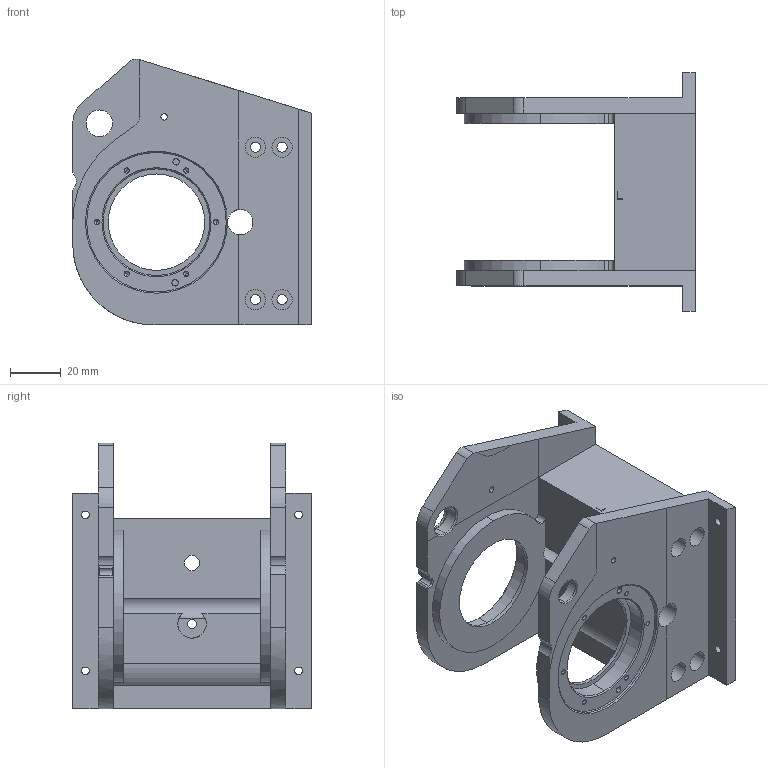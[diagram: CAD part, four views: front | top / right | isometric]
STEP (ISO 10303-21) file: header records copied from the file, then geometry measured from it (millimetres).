
FILE_DESCRIPTION(('FreeCAD Model'),'2;1');
FILE_NAME('Open CASCADE Shape Model','2024-08-29T10:22:20',('Author'),( ''),'Open CASCADE STEP processor 7.6','FreeCAD','Unknown');
FILE_SCHEMA(('AUTOMOTIVE_DESIGN { 1 0 10303 214 1 1 1 1 }'));
Length unit declared in the file: millimetre
Products named in the file (1): 6_Robot_Link1_center_1_unit
Bounding box: 94 x 94 x 104.8 mm (x, y, z)
Volume: 232598.2 mm3; surface area: 59940.3 mm2
Topology: 1 solids, 1 shells, 238 faces, 640 edges, 393 vertices
Faces by surface type: cylinder 99, plane 92, cone 45, bspline 2
Full cylindrical faces by diameter (mm): 3 x4, 3.4 x1, 4 x4, 6 x1, 8 x8, 10 x1, 12 x1
Entity records: 7539 total; most frequent: CARTESIAN_POINT 1470, DIRECTION 1316, ORIENTED_EDGE 1218, EDGE_CURVE 609, AXIS2_PLACEMENT_3D 500, VERTEX_POINT 393, LINE 316, VECTOR 316
